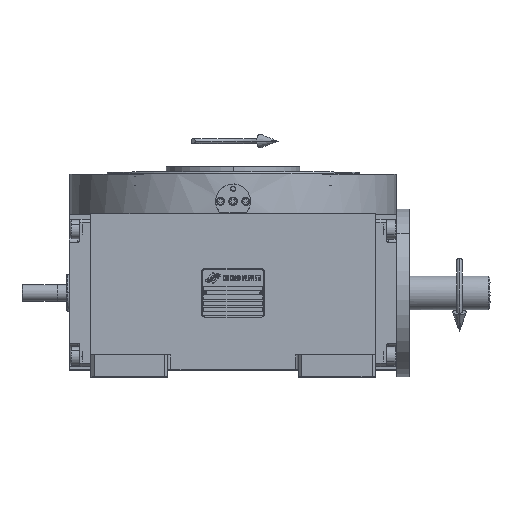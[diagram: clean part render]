
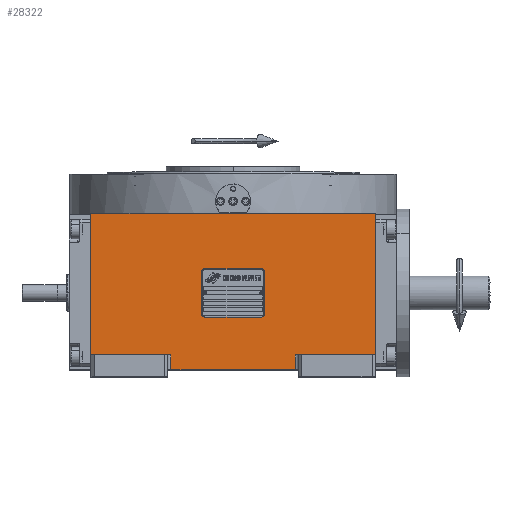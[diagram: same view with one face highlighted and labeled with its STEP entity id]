
A CAD part, top view. The second image highlights one B-rep face of the part: STEP entity #28322.
In plain terms, the highlighted planar face has unit normal (0, 0, 1).
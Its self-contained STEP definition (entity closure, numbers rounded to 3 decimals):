
#1681 = CARTESIAN_POINT ( 'NONE',  ( 135., 75., 226. ) ) ;
#2583 = LINE ( 'NONE', #45789, #14406 ) ;
#3609 = ORIENTED_EDGE ( 'NONE', *, *, #15857, .T. ) ;
#3654 = DIRECTION ( 'NONE',  ( 1., 0., 0. ) ) ;
#5238 = CARTESIAN_POINT ( 'NONE',  ( 59., -59., 226. ) ) ;
#7268 = FACE_OUTER_BOUND ( 'NONE', #60167, .T. ) ;
#7686 = VERTEX_POINT ( 'NONE', #5238 ) ;
#7855 = VECTOR ( 'NONE', #8282, 1000. ) ;
#8222 = ORIENTED_EDGE ( 'NONE', *, *, #62090, .F. ) ;
#8282 = DIRECTION ( 'NONE',  ( 1., 0., 0. ) ) ;
#12552 = ORIENTED_EDGE ( 'NONE', *, *, #53705, .T. ) ;
#14406 = VECTOR ( 'NONE', #58847, 1000. ) ;
#14583 = LINE ( 'NONE', #68078, #23633 ) ;
#15857 = EDGE_CURVE ( 'NONE', #16856, #63003, #30598, .T. ) ;
#16856 = VERTEX_POINT ( 'NONE', #57651 ) ;
#17713 = VECTOR ( 'NONE', #46748, 1000. ) ;
#18269 = CARTESIAN_POINT ( 'NONE',  ( -135., -73., 226. ) ) ;
#18734 = CARTESIAN_POINT ( 'NONE',  ( 59., -73., 226. ) ) ;
#19070 = CARTESIAN_POINT ( 'NONE',  ( -135., 75., 226. ) ) ;
#19593 = DIRECTION ( 'NONE',  ( 1., 0., 0. ) ) ;
#21070 = VERTEX_POINT ( 'NONE', #1681 ) ;
#23633 = VECTOR ( 'NONE', #19593, 1000. ) ;
#23977 = VECTOR ( 'NONE', #3654, 1000. ) ;
#24151 = CARTESIAN_POINT ( 'NONE',  ( -59., -59., 226. ) ) ;
#25889 = LINE ( 'NONE', #36840, #17713 ) ;
#28322 = ADVANCED_FACE ( 'NONE', ( #7268 ), #29607, .T. ) ;
#28844 = EDGE_CURVE ( 'NONE', #7686, #34163, #14583, .T. ) ;
#29607 = PLANE ( 'NONE',  #60855 ) ;
#30265 = CARTESIAN_POINT ( 'NONE',  ( -135., -59., 226. ) ) ;
#30598 = LINE ( 'NONE', #36240, #23977 ) ;
#31804 = VERTEX_POINT ( 'NONE', #24151 ) ;
#33266 = EDGE_CURVE ( 'NONE', #34163, #21070, #43340, .T. ) ;
#34163 = VERTEX_POINT ( 'NONE', #36458 ) ;
#36240 = CARTESIAN_POINT ( 'NONE',  ( -59., -73., 226. ) ) ;
#36458 = CARTESIAN_POINT ( 'NONE',  ( 135., -59., 226. ) ) ;
#36840 = CARTESIAN_POINT ( 'NONE',  ( 59., -59., 226. ) ) ;
#37914 = DIRECTION ( 'NONE',  ( 0., 1., 0. ) ) ;
#38893 = VECTOR ( 'NONE', #37914, 1000. ) ;
#39888 = DIRECTION ( 'NONE',  ( 1., 0., 0. ) ) ;
#40925 = EDGE_CURVE ( 'NONE', #16856, #31804, #43240, .T. ) ;
#41716 = LINE ( 'NONE', #19070, #49189 ) ;
#43240 = LINE ( 'NONE', #64823, #38893 ) ;
#43340 = LINE ( 'NONE', #65280, #44232 ) ;
#44232 = VECTOR ( 'NONE', #59947, 1000. ) ;
#45789 = CARTESIAN_POINT ( 'NONE',  ( -135., -59., 226. ) ) ;
#46748 = DIRECTION ( 'NONE',  ( 0., -1., 0. ) ) ;
#48390 = ORIENTED_EDGE ( 'NONE', *, *, #28844, .T. ) ;
#48533 = ORIENTED_EDGE ( 'NONE', *, *, #40925, .F. ) ;
#49189 = VECTOR ( 'NONE', #63287, 1000. ) ;
#50795 = ORIENTED_EDGE ( 'NONE', *, *, #59431, .F. ) ;
#51174 = DIRECTION ( 'NONE',  ( 0., 0., 1. ) ) ;
#53705 = EDGE_CURVE ( 'NONE', #68741, #31804, #57140, .T. ) ;
#54875 = CARTESIAN_POINT ( 'NONE',  ( -135., -59., 226. ) ) ;
#57140 = LINE ( 'NONE', #30265, #7855 ) ;
#57651 = CARTESIAN_POINT ( 'NONE',  ( -59., -73., 226. ) ) ;
#57675 = VERTEX_POINT ( 'NONE', #61946 ) ;
#58847 = DIRECTION ( 'NONE',  ( 0., 1., 0. ) ) ;
#59431 = EDGE_CURVE ( 'NONE', #57675, #21070, #41716, .T. ) ;
#59947 = DIRECTION ( 'NONE',  ( 0., 1., 0. ) ) ;
#60167 = EDGE_LOOP ( 'NONE', ( #3609, #67484, #48390, #69837, #50795, #8222, #12552, #48533 ) ) ;
#60855 = AXIS2_PLACEMENT_3D ( 'NONE', #18269, #51174, #39888 ) ;
#61946 = CARTESIAN_POINT ( 'NONE',  ( -135., 75., 226. ) ) ;
#62090 = EDGE_CURVE ( 'NONE', #68741, #57675, #2583, .T. ) ;
#62705 = EDGE_CURVE ( 'NONE', #7686, #63003, #25889, .T. ) ;
#63003 = VERTEX_POINT ( 'NONE', #18734 ) ;
#63287 = DIRECTION ( 'NONE',  ( 1., 0., 0. ) ) ;
#64823 = CARTESIAN_POINT ( 'NONE',  ( -59., -73., 226. ) ) ;
#65280 = CARTESIAN_POINT ( 'NONE',  ( 135., -59., 226. ) ) ;
#67484 = ORIENTED_EDGE ( 'NONE', *, *, #62705, .F. ) ;
#68078 = CARTESIAN_POINT ( 'NONE',  ( 59., -59., 226. ) ) ;
#68741 = VERTEX_POINT ( 'NONE', #54875 ) ;
#69837 = ORIENTED_EDGE ( 'NONE', *, *, #33266, .T. ) ;
